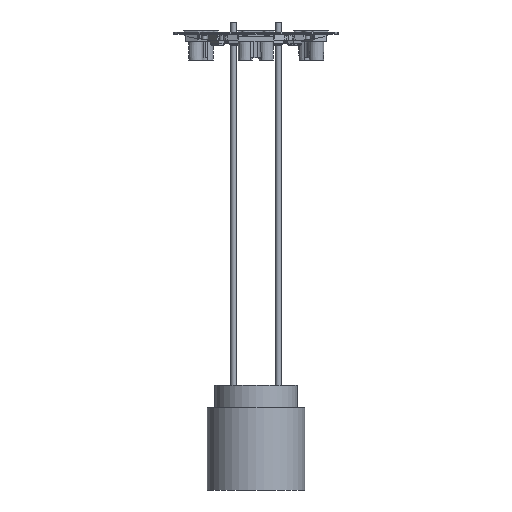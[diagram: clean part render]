
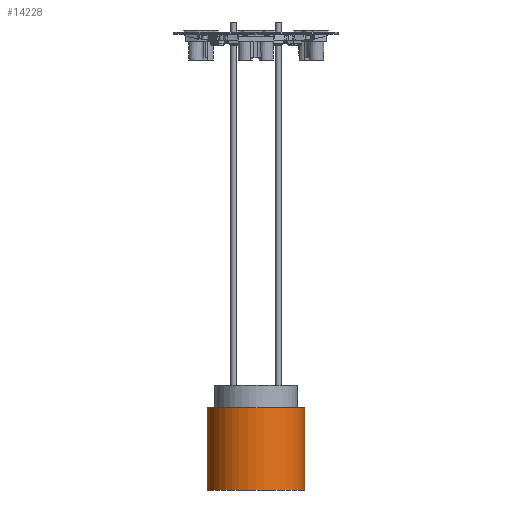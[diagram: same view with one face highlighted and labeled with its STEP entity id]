
A CAD part, front view. The second image highlights one B-rep face of the part: STEP entity #14228.
In plain terms, the highlighted cylindrical face has radius 65 mm (diameter 130 mm), a full revolution.
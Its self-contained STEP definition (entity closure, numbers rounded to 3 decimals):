
#3466=FACE_BOUND('',#4584,.T.);
#3735=FACE_OUTER_BOUND('',#4583,.T.);
#4583=EDGE_LOOP('',(#9912));
#4584=EDGE_LOOP('',(#9913));
#5674=CIRCLE('',#15109,65.);
#5675=CIRCLE('',#15110,65.);
#6345=VERTEX_POINT('',#21244);
#6346=VERTEX_POINT('',#21246);
#7768=EDGE_CURVE('',#6345,#6345,#5674,.T.);
#7769=EDGE_CURVE('',#6346,#6346,#5675,.T.);
#9912=ORIENTED_EDGE('',*,*,#7768,.F.);
#9913=ORIENTED_EDGE('',*,*,#7769,.F.);
#14004=CYLINDRICAL_SURFACE('',#15108,65.);
#14228=ADVANCED_FACE('',(#3735,#3466),#14004,.T.);
#15108=AXIS2_PLACEMENT_3D('',#21243,#16792,#16793);
#15109=AXIS2_PLACEMENT_3D('',#21245,#16794,#16795);
#15110=AXIS2_PLACEMENT_3D('',#21247,#16796,#16797);
#16792=DIRECTION('center_axis',(0.,0.,-1.));
#16793=DIRECTION('ref_axis',(0.,1.,0.));
#16794=DIRECTION('center_axis',(0.,0.,1.));
#16795=DIRECTION('ref_axis',(0.,1.,0.));
#16796=DIRECTION('center_axis',(0.,0.,-1.));
#16797=DIRECTION('ref_axis',(0.,1.,0.));
#21243=CARTESIAN_POINT('Origin',(0.,0.,-55.));
#21244=CARTESIAN_POINT('',(0.,65.,0.));
#21245=CARTESIAN_POINT('Origin',(0.,0.,0.));
#21246=CARTESIAN_POINT('',(0.,65.,-110.));
#21247=CARTESIAN_POINT('Origin',(0.,0.,-110.));
